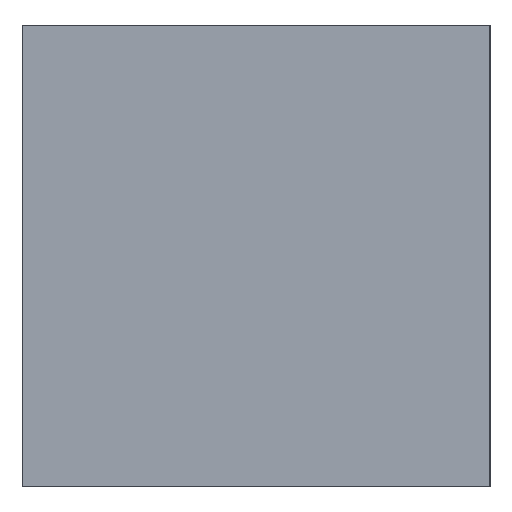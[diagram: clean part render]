
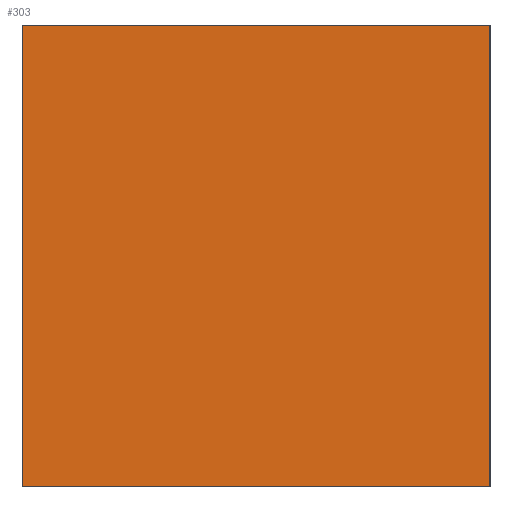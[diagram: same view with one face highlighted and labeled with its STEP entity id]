
A CAD part, left-side view. The second image highlights one B-rep face of the part: STEP entity #303.
In plain terms, the highlighted face is planar.
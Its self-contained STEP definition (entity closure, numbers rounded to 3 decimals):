
#78=ORIENTED_EDGE('',*,*,#94,.T.);
#79=ORIENTED_EDGE('',*,*,#98,.T.);
#80=ORIENTED_EDGE('',*,*,#101,.T.);
#81=ORIENTED_EDGE('',*,*,#104,.T.);
#94=EDGE_CURVE('',#114,#115,#134,.T.);
#98=EDGE_CURVE('',#115,#118,#138,.T.);
#101=EDGE_CURVE('',#118,#120,#141,.T.);
#104=EDGE_CURVE('',#120,#114,#144,.T.);
#114=VERTEX_POINT('',#416);
#115=VERTEX_POINT('',#417);
#118=VERTEX_POINT('',#425);
#120=VERTEX_POINT('',#431);
#134=LINE('',#415,#158);
#138=LINE('',#424,#162);
#141=LINE('',#430,#165);
#144=LINE('',#436,#168);
#158=VECTOR('',#360,1000.);
#162=VECTOR('',#366,1000.);
#165=VECTOR('',#371,1000.);
#168=VECTOR('',#376,1000.);
#181=EDGE_LOOP('',(#78,#79,#80,#81));
#193=FACE_BOUND('',#181,.T.);
#205=PLANE('',#327);
#303=ADVANCED_FACE('',(#193),#205,.T.);
#327=AXIS2_PLACEMENT_3D('',#439,#380,#381);
#360=DIRECTION('',(0.,-1.,0.));
#366=DIRECTION('',(-1.,0.,0.));
#371=DIRECTION('',(0.,1.,0.));
#376=DIRECTION('',(1.,0.,0.));
#380=DIRECTION('',(0.,0.,-1.));
#381=DIRECTION('',(-1.,0.,0.));
#415=CARTESIAN_POINT('',(1.015,1.,-0.25));
#416=CARTESIAN_POINT('',(1.015,1.,-0.25));
#417=CARTESIAN_POINT('',(1.015,-1.,-0.25));
#424=CARTESIAN_POINT('',(1.015,-1.,-0.25));
#425=CARTESIAN_POINT('',(-1.015,-1.,-0.25));
#430=CARTESIAN_POINT('',(-1.015,-1.,-0.25));
#431=CARTESIAN_POINT('',(-1.015,1.,-0.25));
#436=CARTESIAN_POINT('',(-1.015,1.,-0.25));
#439=CARTESIAN_POINT('',(0.,0.,-0.25));
